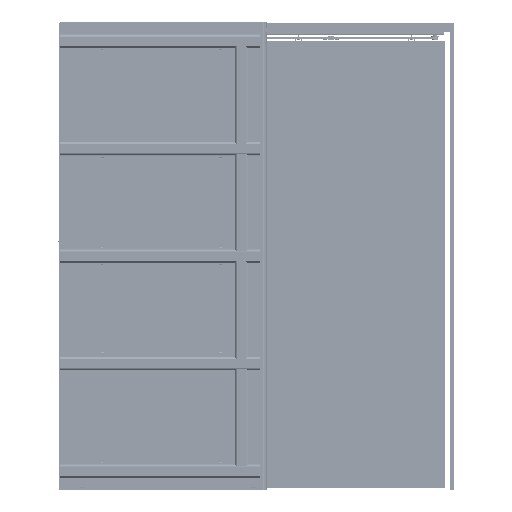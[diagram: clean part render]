
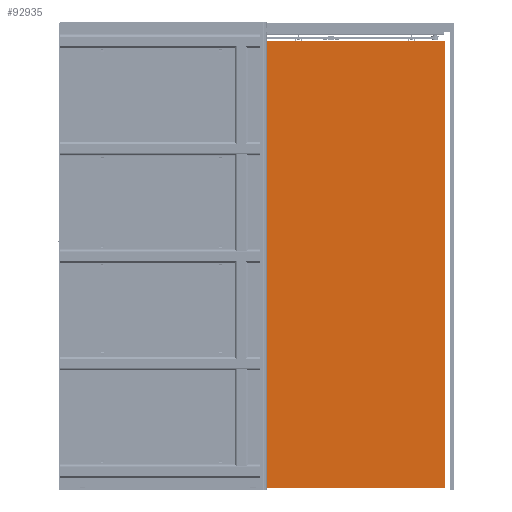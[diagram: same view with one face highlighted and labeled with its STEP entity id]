
A CAD part, top view. The second image highlights one B-rep face of the part: STEP entity #92935.
In plain terms, the highlighted face is planar.
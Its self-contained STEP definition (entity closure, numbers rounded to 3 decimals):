
#4875=PLANE('',#102450);
#11349=FACE_OUTER_BOUND('',#16905,.T.);
#16905=EDGE_LOOP('',(#79836,#79837,#79838,#79839));
#23492=LINE('',#161321,#32233);
#23497=LINE('',#161331,#32238);
#23500=LINE('',#161336,#32241);
#23502=LINE('',#161339,#32243);
#32233=VECTOR('',#122123,10.);
#32238=VECTOR('',#122132,10.);
#32241=VECTOR('',#122137,10.);
#32243=VECTOR('',#122141,10.);
#45642=VERTEX_POINT('',#161318);
#45643=VERTEX_POINT('',#161320);
#45645=VERTEX_POINT('',#161328);
#45646=VERTEX_POINT('',#161330);
#57506=EDGE_CURVE('',#45643,#45642,#23492,.T.);
#57511=EDGE_CURVE('',#45646,#45645,#23497,.T.);
#57514=EDGE_CURVE('',#45642,#45646,#23500,.T.);
#57516=EDGE_CURVE('',#45645,#45643,#23502,.T.);
#79836=ORIENTED_EDGE('',*,*,#57511,.T.);
#79837=ORIENTED_EDGE('',*,*,#57516,.T.);
#79838=ORIENTED_EDGE('',*,*,#57506,.T.);
#79839=ORIENTED_EDGE('',*,*,#57514,.T.);
#92935=ADVANCED_FACE('',(#11349),#4875,.F.);
#102450=AXIS2_PLACEMENT_3D('',#161341,#122144,#122145);
#122123=DIRECTION('',(0.,-1.,0.));
#122132=DIRECTION('',(0.,1.,0.));
#122137=DIRECTION('',(0.,0.,1.));
#122141=DIRECTION('',(0.,0.,-1.));
#122144=DIRECTION('center_axis',(1.,0.,0.));
#122145=DIRECTION('ref_axis',(0.,0.,
-1.));
#161318=CARTESIAN_POINT('',(-36.,0.,0.));
#161320=CARTESIAN_POINT('',(-36.,2040.,0.));
#161321=CARTESIAN_POINT('',(-36.,0.,0.));
#161328=CARTESIAN_POINT('',(-36.,2040.,830.));
#161330=CARTESIAN_POINT('',(-36.,0.,830.));
#161331=CARTESIAN_POINT('',(-36.,2040.,830.));
#161336=CARTESIAN_POINT('',(-36.,0.,830.));
#161339=CARTESIAN_POINT('',(-36.,2040.,0.));
#161341=CARTESIAN_POINT('Origin',(-36.,1020.,415.));
